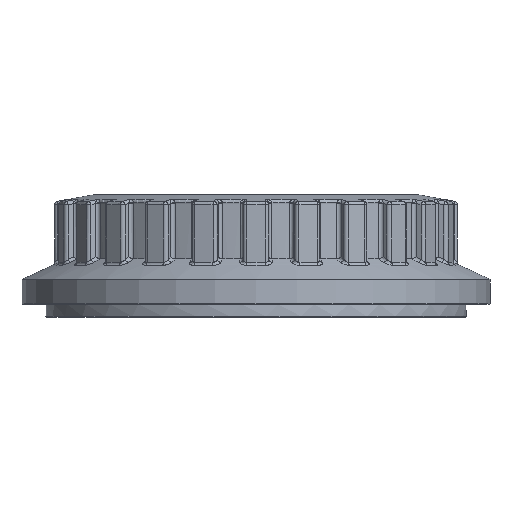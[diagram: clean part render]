
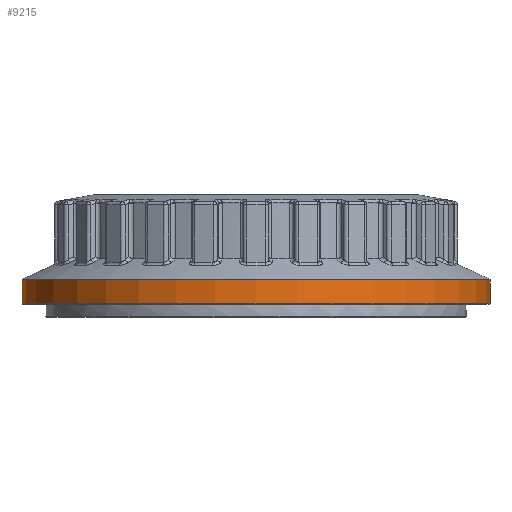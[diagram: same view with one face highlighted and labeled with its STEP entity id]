
A CAD part, front view. The second image highlights one B-rep face of the part: STEP entity #9215.
In plain terms, the highlighted cylindrical face has radius 34.5 mm (diameter 69 mm), a full revolution.
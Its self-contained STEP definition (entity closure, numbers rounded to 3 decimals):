
#1664=FACE_OUTER_BOUND('',#2291,.T.);
#2291=EDGE_LOOP('',(#7864,#7865,#7866,#7867,#7868));
#2686=LINE('',#21883,#2955);
#2955=VECTOR('',#11839,31.5);
#3383=CIRCLE('',#10066,34.5);
#3386=CIRCLE('',#10070,34.5);
#3387=CIRCLE('',#10071,34.5);
#4197=VERTEX_POINT('',#21876);
#4199=VERTEX_POINT('',#21882);
#4200=VERTEX_POINT('',#21884);
#5499=EDGE_CURVE('',#4197,#4197,#3383,.T.);
#5502=EDGE_CURVE('',#4197,#4199,#2686,.T.);
#5503=EDGE_CURVE('',#4200,#4199,#3386,.T.);
#5504=EDGE_CURVE('',#4199,#4200,#3387,.T.);
#7864=ORIENTED_EDGE('',*,*,#5499,.F.);
#7865=ORIENTED_EDGE('',*,*,#5502,.T.);
#7866=ORIENTED_EDGE('',*,*,#5503,.F.);
#7867=ORIENTED_EDGE('',*,*,#5504,.F.);
#7868=ORIENTED_EDGE('',*,*,#5502,.F.);
#8702=CYLINDRICAL_SURFACE('',#10069,34.5);
#9215=ADVANCED_FACE('',(#1664),#8702,.T.);
#10066=AXIS2_PLACEMENT_3D('',#21877,#11831,#11832);
#10069=AXIS2_PLACEMENT_3D('',#21881,#11837,#11838);
#10070=AXIS2_PLACEMENT_3D('',#21885,#11840,#11841);
#10071=AXIS2_PLACEMENT_3D('',#21886,#11842,#11843);
#11831=DIRECTION('center_axis',(0.,0.,
-1.));
#11832=DIRECTION('ref_axis',(1.,0.,0.));
#11837=DIRECTION('center_axis',(0.,0.,1.));
#11838=DIRECTION('ref_axis',(1.,0.,0.));
#11839=DIRECTION('',(0.,0.,1.));
#11840=DIRECTION('center_axis',(0.,0.,1.));
#11841=DIRECTION('ref_axis',(1.,0.,0.));
#11842=DIRECTION('center_axis',(0.,0.,1.));
#11843=DIRECTION('ref_axis',(1.,0.,0.));
#21876=CARTESIAN_POINT('',(-34.5,0.,13.638));
#21877=CARTESIAN_POINT('Origin',(0.,0.,
13.638));
#21881=CARTESIAN_POINT('Origin',(0.,0.,
5.18));
#21882=CARTESIAN_POINT('',(-34.5,0.,17.118));
#21883=CARTESIAN_POINT('',(-34.5,0.,5.18));
#21884=CARTESIAN_POINT('',(34.5,0.,17.118));
#21885=CARTESIAN_POINT('Origin',(0.,0.,
17.118));
#21886=CARTESIAN_POINT('Origin',(0.,0.,
17.118));
